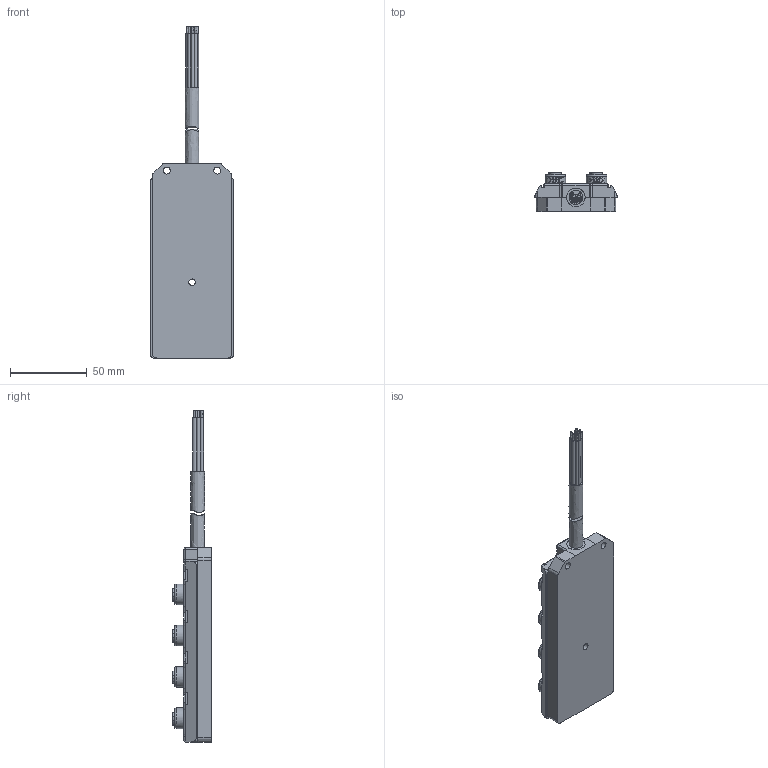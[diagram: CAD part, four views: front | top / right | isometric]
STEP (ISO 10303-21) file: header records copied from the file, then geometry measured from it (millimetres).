
FILE_DESCRIPTION( ('This file contains a STEP AP42 implementation' ,'as created by ZW3D STEP Interface translator.') ,'2;1' );
FILE_NAME( 'DSTU8-3-3AZ-25XX.stp' ,'211222.153655', (''), ('ZWCAD Software Co.'), 'Version 1.0', 'ZW3D to STEP translator', '' );
FILE_SCHEMA(('AUTOMOTIVE_DESIGN'));
Length unit declared in the file: millimetre
Products named in the file (2): 0; DSTU8-3-3AZ-25XX
Bounding box: 54 x 25.4 x 217 mm (x, y, z)
Volume: 118313.1 mm3; surface area: 32665.2 mm2
Topology: 2 solids, 2 shells, 1030 faces, 2686 edges, 1808 vertices
Faces by surface type: bspline 1030
Entity records: 48306 total; most frequent: CARTESIAN_POINT 30976, ORIENTED_EDGE 5350, EDGE_CURVE 2675, B_SPLINE_CURVE_WITH_KNOTS 2316, VERTEX_POINT 1788, EDGE_LOOP 1175, FACE_OUTER_BOUND 1030, ADVANCED_FACE 1030
